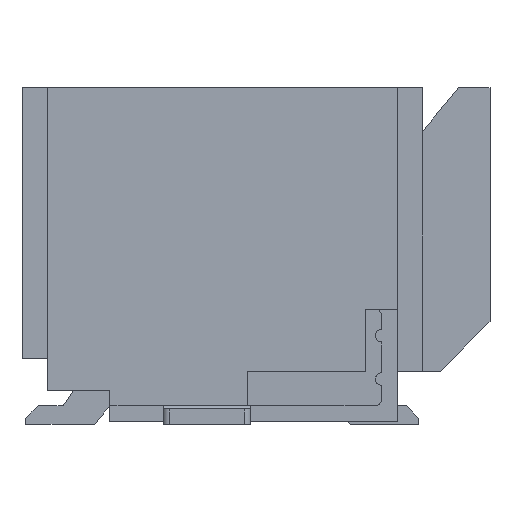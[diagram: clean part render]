
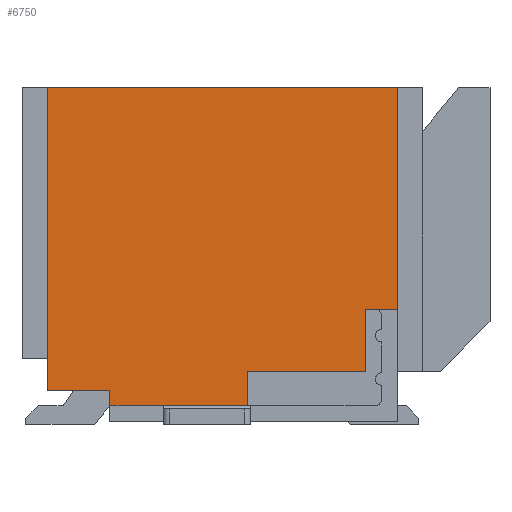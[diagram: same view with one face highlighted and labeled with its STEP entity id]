
A CAD part, left-side view. The second image highlights one B-rep face of the part: STEP entity #6750.
In plain terms, the highlighted planar face has unit normal (-1, 0, 0).
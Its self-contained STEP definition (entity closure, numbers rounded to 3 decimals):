
#396 = LINE ( 'NONE', #20676, #17588 ) ;
#421 = VERTEX_POINT ( 'NONE', #16602 ) ;
#811 = DIRECTION ( 'NONE',  ( 1., 0., 0. ) ) ;
#849 = ORIENTED_EDGE ( 'NONE', *, *, #17147, .T. ) ;
#906 = LINE ( 'NONE', #21031, #21875 ) ;
#1224 = CARTESIAN_POINT ( 'NONE',  ( -8.65, -3.21, 5.35 ) ) ;
#1379 = AXIS2_PLACEMENT_3D ( 'NONE', #1224, #811, #9010 ) ;
#1388 = CARTESIAN_POINT ( 'NONE',  ( -8.65, -0.4, 0.8 ) ) ;
#1441 = CARTESIAN_POINT ( 'NONE',  ( -8.65, 1.8, 5.35 ) ) ;
#1466 = LINE ( 'NONE', #19710, #18108 ) ;
#2946 = ORIENTED_EDGE ( 'NONE', *, *, #20131, .T. ) ;
#3011 = CARTESIAN_POINT ( 'NONE',  ( -8.65, 2.8, 5.35 ) ) ;
#3348 = CARTESIAN_POINT ( 'NONE',  ( -8.65, 2.8, 0.5 ) ) ;
#3443 = EDGE_CURVE ( 'NONE', #22125, #9335, #10600, .T. ) ;
#3839 = CARTESIAN_POINT ( 'NONE',  ( -8.65, 2.8, 5.35 ) ) ;
#3998 = VERTEX_POINT ( 'NONE', #17494 ) ;
#4409 = CARTESIAN_POINT ( 'NONE',  ( -8.65, -2.8, 1.8 ) ) ;
#4550 = ORIENTED_EDGE ( 'NONE', *, *, #23963, .T. ) ;
#5079 = VERTEX_POINT ( 'NONE', #11842 ) ;
#5885 = VERTEX_POINT ( 'NONE', #15789 ) ;
#5982 = DIRECTION ( 'NONE',  ( 0., 0., -1. ) ) ;
#6444 = EDGE_CURVE ( 'NONE', #8183, #3998, #7951, .T. ) ;
#6750 = ADVANCED_FACE ( 'NONE', ( #11009 ), #19193, .F. ) ;
#7304 = CARTESIAN_POINT ( 'NONE',  ( -8.65, -3.21, 0.5 ) ) ;
#7613 = LINE ( 'NONE', #1441, #15754 ) ;
#7951 = LINE ( 'NONE', #22545, #21905 ) ;
#8073 = DIRECTION ( 'NONE',  ( 0., 0., 1. ) ) ;
#8183 = VERTEX_POINT ( 'NONE', #4409 ) ;
#8452 = DIRECTION ( 'NONE',  ( 0., -1., 0. ) ) ;
#8798 = DIRECTION ( 'NONE',  ( 0., 0., -1. ) ) ;
#8969 = VECTOR ( 'NONE', #15504, 1000. ) ;
#9010 = DIRECTION ( 'NONE',  ( 0., 0., -1. ) ) ;
#9335 = VERTEX_POINT ( 'NONE', #10814 ) ;
#9337 = LINE ( 'NONE', #3011, #11468 ) ;
#10600 = LINE ( 'NONE', #12484, #20315 ) ;
#10606 = DIRECTION ( 'NONE',  ( 0., -1., 0. ) ) ;
#10730 = ORIENTED_EDGE ( 'NONE', *, *, #13046, .F. ) ;
#10814 = CARTESIAN_POINT ( 'NONE',  ( -8.65, -2.3, 0.8 ) ) ;
#10972 = DIRECTION ( 'NONE',  ( 0., 0., 1. ) ) ;
#11009 = FACE_OUTER_BOUND ( 'NONE', #26123, .T. ) ;
#11468 = VECTOR ( 'NONE', #8798, 1000. ) ;
#11648 = CARTESIAN_POINT ( 'NONE',  ( -8.65, -3.21, 5.35 ) ) ;
#11842 = CARTESIAN_POINT ( 'NONE',  ( -8.65, -2.3, 1.8 ) ) ;
#12484 = CARTESIAN_POINT ( 'NONE',  ( -8.65, -2.3, 0.8 ) ) ;
#13046 = EDGE_CURVE ( 'NONE', #25634, #3998, #15701, .T. ) ;
#14176 = ORIENTED_EDGE ( 'NONE', *, *, #19880, .T. ) ;
#14825 = ORIENTED_EDGE ( 'NONE', *, *, #25048, .T. ) ;
#15504 = DIRECTION ( 'NONE',  ( 0., -1., 0. ) ) ;
#15701 = LINE ( 'NONE', #11648, #23884 ) ;
#15754 = VECTOR ( 'NONE', #5982, 1000. ) ;
#15789 = CARTESIAN_POINT ( 'NONE',  ( -8.65, 1.8, 0.5 ) ) ;
#15962 = ORIENTED_EDGE ( 'NONE', *, *, #21773, .T. ) ;
#16602 = CARTESIAN_POINT ( 'NONE',  ( -8.65, -0.4, 0.25 ) ) ;
#16819 = VERTEX_POINT ( 'NONE', #22263 ) ;
#16826 = ORIENTED_EDGE ( 'NONE', *, *, #3443, .T. ) ;
#17147 = EDGE_CURVE ( 'NONE', #9335, #5079, #1466, .T. ) ;
#17494 = CARTESIAN_POINT ( 'NONE',  ( -8.65, -2.8, 5.35 ) ) ;
#17588 = VECTOR ( 'NONE', #10606, 1000. ) ;
#18108 = VECTOR ( 'NONE', #25868, 1000. ) ;
#18889 = CARTESIAN_POINT ( 'NONE',  ( -8.65, -2.8, 1.8 ) ) ;
#19193 = PLANE ( 'NONE',  #1379 ) ;
#19376 = VERTEX_POINT ( 'NONE', #3348 ) ;
#19663 = VECTOR ( 'NONE', #20385, 1000. ) ;
#19710 = CARTESIAN_POINT ( 'NONE',  ( -8.65, -2.3, 1.8 ) ) ;
#19880 = EDGE_CURVE ( 'NONE', #5885, #16819, #7613, .T. ) ;
#20131 = EDGE_CURVE ( 'NONE', #25634, #19376, #9337, .T. ) ;
#20218 = DIRECTION ( 'NONE',  ( 0., -1., 0. ) ) ;
#20315 = VECTOR ( 'NONE', #8452, 1000. ) ;
#20385 = DIRECTION ( 'NONE',  ( 0., -1., 0. ) ) ;
#20676 = CARTESIAN_POINT ( 'NONE',  ( -8.65, 8.2, 0.25 ) ) ;
#21031 = CARTESIAN_POINT ( 'NONE',  ( -8.65, -0.4, 0.8 ) ) ;
#21773 = EDGE_CURVE ( 'NONE', #5079, #8183, #22512, .T. ) ;
#21875 = VECTOR ( 'NONE', #10972, 1000. ) ;
#21905 = VECTOR ( 'NONE', #8073, 1000. ) ;
#22125 = VERTEX_POINT ( 'NONE', #1388 ) ;
#22263 = CARTESIAN_POINT ( 'NONE',  ( -8.65, 1.8, 0.25 ) ) ;
#22512 = LINE ( 'NONE', #18889, #19663 ) ;
#22545 = CARTESIAN_POINT ( 'NONE',  ( -8.65, -2.8, -8.15 ) ) ;
#23884 = VECTOR ( 'NONE', #20218, 1000. ) ;
#23911 = LINE ( 'NONE', #7304, #8969 ) ;
#23963 = EDGE_CURVE ( 'NONE', #19376, #5885, #23911, .T. ) ;
#25048 = EDGE_CURVE ( 'NONE', #16819, #421, #396, .T. ) ;
#25186 = ORIENTED_EDGE ( 'NONE', *, *, #6444, .T. ) ;
#25270 = ORIENTED_EDGE ( 'NONE', *, *, #25542, .T. ) ;
#25542 = EDGE_CURVE ( 'NONE', #421, #22125, #906, .T. ) ;
#25634 = VERTEX_POINT ( 'NONE', #3839 ) ;
#25868 = DIRECTION ( 'NONE',  ( 0., 0., 1. ) ) ;
#26123 = EDGE_LOOP ( 'NONE', ( #14176, #14825, #25270, #16826, #849, #15962, #25186, #10730, #2946, #4550 ) ) ;
